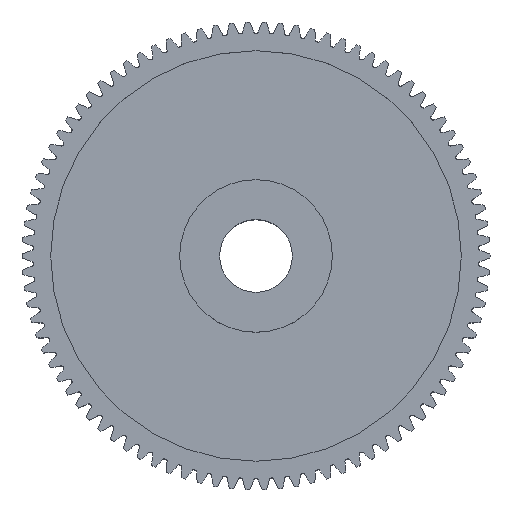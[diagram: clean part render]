
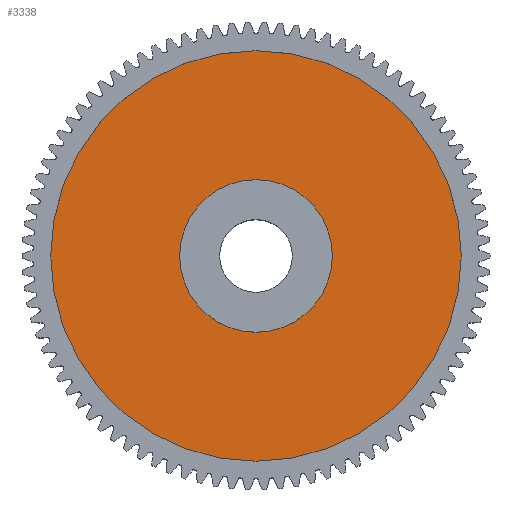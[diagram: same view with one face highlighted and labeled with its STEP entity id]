
A CAD part, top view. The second image highlights one B-rep face of the part: STEP entity #3338.
In plain terms, the highlighted planar face has unit normal (0, 0, 1).
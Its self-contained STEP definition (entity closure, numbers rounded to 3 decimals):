
#49 = VERTEX_POINT ( 'NONE', #7974 ) ;
#50 = EDGE_CURVE ( 'NONE', #49, #92, #7954, .T. ) ;
#52 = EDGE_CURVE ( 'NONE', #94, #57, #7965, .T. ) ;
#57 = VERTEX_POINT ( 'NONE', #8002 ) ;
#92 = VERTEX_POINT ( 'NONE', #7884 ) ;
#94 = VERTEX_POINT ( 'NONE', #7866 ) ;
#3333 = EDGE_LOOP ( 'NONE', ( #3443, #3445 ) ) ;
#3338 = ADVANCED_FACE ( 'NONE', ( #12822, #12821 ), #12820, .F. ) ;
#3441 = EDGE_CURVE ( 'NONE', #92, #49, #13206, .T. ) ;
#3443 = ORIENTED_EDGE ( 'NONE', *, *, #50, .T. ) ;
#3445 = ORIENTED_EDGE ( 'NONE', *, *, #3441, .T. ) ;
#3447 = ORIENTED_EDGE ( 'NONE', *, *, #52, .F. ) ;
#3448 = EDGE_LOOP ( 'NONE', ( #3449, #3447 ) ) ;
#3449 = ORIENTED_EDGE ( 'NONE', *, *, #3452, .F. ) ;
#3452 = EDGE_CURVE ( 'NONE', #57, #94, #13187, .T. ) ;
#7866 = CARTESIAN_POINT ( 'NONE',  ( 28.25, 0., 4. ) ) ;
#7884 = CARTESIAN_POINT ( 'NONE',  ( 10.5, 0., 4. ) ) ;
#7946 = DIRECTION ( 'NONE',  ( -1., 0., 0. ) ) ;
#7947 = DIRECTION ( 'NONE',  ( 0., 0., -1. ) ) ;
#7948 = CARTESIAN_POINT ( 'NONE',  ( 0., 0., 4. ) ) ;
#7949 = AXIS2_PLACEMENT_3D ( 'NONE', #8007, #8006, #8005 ) ;
#7954 = CIRCLE ( 'NONE', #7961, 10.5 ) ;
#7961 = AXIS2_PLACEMENT_3D ( 'NONE', #7948, #7947, #7946 ) ;
#7965 = CIRCLE ( 'NONE', #7949, 28.25 ) ;
#7974 = CARTESIAN_POINT ( 'NONE',  ( -10.5, 0., 4. ) ) ;
#8002 = CARTESIAN_POINT ( 'NONE',  ( -28.25, 0., 4. ) ) ;
#8005 = DIRECTION ( 'NONE',  ( -1., 0., 0. ) ) ;
#8006 = DIRECTION ( 'NONE',  ( 0., 0., -1. ) ) ;
#8007 = CARTESIAN_POINT ( 'NONE',  ( 0., 0., 4. ) ) ;
#12810 = DIRECTION ( 'NONE',  ( -1., 0., 0. ) ) ;
#12811 = DIRECTION ( 'NONE',  ( 0., 0., -1. ) ) ;
#12820 = PLANE ( 'NONE',  #12825 ) ;
#12821 = FACE_OUTER_BOUND ( 'NONE', #3448, .T. ) ;
#12822 = FACE_BOUND ( 'NONE', #3333, .T. ) ;
#12825 = AXIS2_PLACEMENT_3D ( 'NONE', #12827, #12811, #12810 ) ;
#12827 = CARTESIAN_POINT ( 'NONE',  ( 0., 0., 4. ) ) ;
#13184 = DIRECTION ( 'NONE',  ( -1., 0., 0. ) ) ;
#13185 = DIRECTION ( 'NONE',  ( 0., 0., -1. ) ) ;
#13186 = AXIS2_PLACEMENT_3D ( 'NONE', #13194, #13185, #13184 ) ;
#13187 = CIRCLE ( 'NONE', #13186, 28.25 ) ;
#13194 = CARTESIAN_POINT ( 'NONE',  ( 0., 0., 4. ) ) ;
#13202 = DIRECTION ( 'NONE',  ( -1., 0., 0. ) ) ;
#13203 = DIRECTION ( 'NONE',  ( 0., 0., -1. ) ) ;
#13204 = CARTESIAN_POINT ( 'NONE',  ( 0., 0., 4. ) ) ;
#13205 = AXIS2_PLACEMENT_3D ( 'NONE', #13204, #13203, #13202 ) ;
#13206 = CIRCLE ( 'NONE', #13205, 10.5 ) ;
